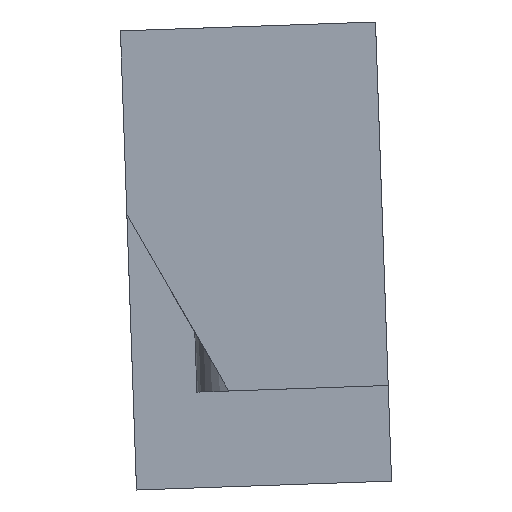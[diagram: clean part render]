
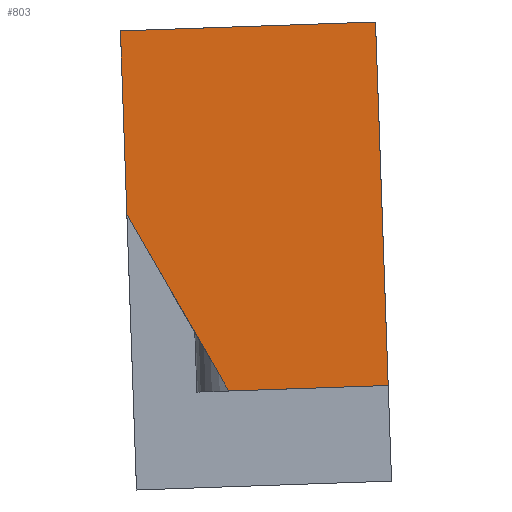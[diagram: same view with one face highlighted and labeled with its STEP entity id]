
A CAD part, left-side view. The second image highlights one B-rep face of the part: STEP entity #803.
In plain terms, the highlighted planar face has unit normal (-1, 0, 0).
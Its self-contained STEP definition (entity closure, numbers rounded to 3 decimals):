
#90=DIRECTION('',(0.,-0.035,-0.999));
#91=VECTOR('',#90,5.7);
#92=CARTESIAN_POINT('',(-13.49,48.087,2.464));
#93=LINE('',#92,#91);
#246=DIRECTION('',(0.,-0.035,-0.999));
#247=VECTOR('',#246,2.88);
#248=CARTESIAN_POINT('',(-13.49,52.084,2.324));
#249=LINE('',#248,#247);
#250=DIRECTION('',(0.,0.5,0.866));
#251=VECTOR('',#250,3.194);
#252=CARTESIAN_POINT('',(-13.49,50.387,-3.32));
#253=LINE('',#252,#251);
#254=DIRECTION('',(0.,0.999,-0.035));
#255=VECTOR('',#254,4.);
#256=CARTESIAN_POINT('',(-13.49,48.087,2.464));
#257=LINE('',#256,#255);
#300=DIRECTION('',(0.,0.999,-0.035));
#301=VECTOR('',#300,2.501);
#302=CARTESIAN_POINT('',(-13.49,47.888,-3.233));
#303=LINE('',#302,#301);
#371=CARTESIAN_POINT('',(-13.49,48.087,2.464));
#373=VERTEX_POINT('',#371);
#374=CARTESIAN_POINT('',(-13.49,47.888,-3.233));
#375=VERTEX_POINT('',#374);
#383=CARTESIAN_POINT('',(-13.49,52.084,2.324));
#385=VERTEX_POINT('',#383);
#424=CARTESIAN_POINT('',(-13.49,51.984,-0.554));
#426=VERTEX_POINT('',#424);
#428=CARTESIAN_POINT('',(-13.49,50.387,-3.32));
#429=VERTEX_POINT('',#428);
#789=CARTESIAN_POINT('',(-13.49,48.087,2.464));
#790=DIRECTION('',(-1.,0.,0.));
#791=DIRECTION('',(0.,-0.035,-0.999));
#792=AXIS2_PLACEMENT_3D('',#789,#790,#791);
#793=PLANE('',#792);
#794=ORIENTED_EDGE('',*,*,#775,.T.);
#795=ORIENTED_EDGE('',*,*,#764,.F.);
#797=ORIENTED_EDGE('',*,*,#796,.F.);
#798=ORIENTED_EDGE('',*,*,#562,.T.);
#800=ORIENTED_EDGE('',*,*,#799,.T.);
#801=EDGE_LOOP('',(#794,#795,#797,#798,#800));
#802=FACE_OUTER_BOUND('',#801,.F.);
#803=ADVANCED_FACE('',(#802),#793,.T.);
#562=EDGE_CURVE('',#373,#375,#93,.T.);
#764=EDGE_CURVE('',#385,#426,#249,.T.);
#775=EDGE_CURVE('',#429,#426,#253,.T.);
#796=EDGE_CURVE('',#373,#385,#257,.T.);
#799=EDGE_CURVE('',#375,#429,#303,.T.);
